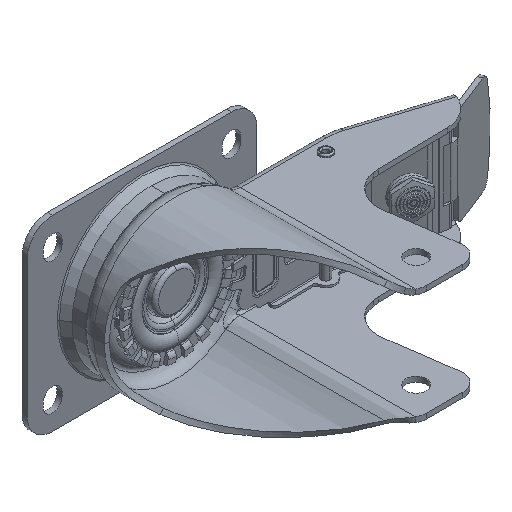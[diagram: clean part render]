
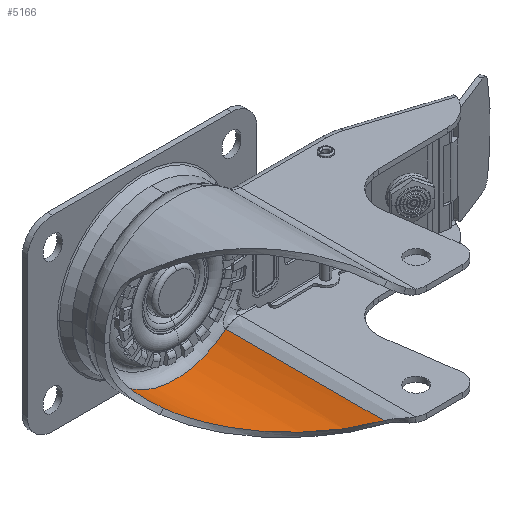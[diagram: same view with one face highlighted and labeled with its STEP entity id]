
A CAD part, isometric view. The second image highlights one B-rep face of the part: STEP entity #5166.
In plain terms, the highlighted cylindrical face has radius 45 mm (diameter 90 mm), a partial arc.
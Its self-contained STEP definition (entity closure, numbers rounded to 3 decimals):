
#372 = CARTESIAN_POINT ( 'NONE',  ( 29.434, -22.6, -34.039 ) ) ;
#1160 = AXIS2_PLACEMENT_3D ( 'NONE', #19569, #26674, #19726 ) ;
#1478 = CARTESIAN_POINT ( 'NONE',  ( -44.874, -28.88, -3.515 ) ) ;
#2082 = B_SPLINE_CURVE_WITH_KNOTS ( 'NONE', 3,
 ( #17336, #15026, #3210, #24307, #24639, #7383, #29291, #22000, #12247, #12701, #3030, #16883, #26323, #26805, #22158 ),
 .UNSPECIFIED., .F., .F.,
 ( 4, 1, 1, 1, 1, 1, 1, 1, 1, 1, 1, 1, 4 ),
 ( 0., 0.083, 0.167, 0.25, 0.333, 0.417, 0.5, 0.583, 0.667, 0.75, 0.833, 0.917, 1. ),
 .UNSPECIFIED. ) ;
#2517 = CARTESIAN_POINT ( 'NONE',  ( 29.431, -22.726, -34.042 ) ) ;
#2660 = B_SPLINE_CURVE_WITH_KNOTS ( 'NONE', 3,
 ( #372, #2517, #4838, #26133 ),
 .UNSPECIFIED., .F., .F.,
 ( 4, 4 ),
 ( 0., 1. ),
 .UNSPECIFIED. ) ;
#2754 = CARTESIAN_POINT ( 'NONE',  ( -45., -28.88, 0. ) ) ;
#2894 = EDGE_CURVE ( 'NONE', #17597, #22989, #2660, .T. ) ;
#3030 = CARTESIAN_POINT ( 'NONE',  ( -18.038, -53.814, -41.284 ) ) ;
#3210 = CARTESIAN_POINT ( 'NONE',  ( 24.154, -107.939, -38.178 ) ) ;
#3474 = VERTEX_POINT ( 'NONE', #23996 ) ;
#3503 = CARTESIAN_POINT ( 'NONE',  ( -44.703, -28.883, -5.263 ) ) ;
#4838 = CARTESIAN_POINT ( 'NONE',  ( 29.429, -22.859, -34.043 ) ) ;
#5166 = ADVANCED_FACE ( 'NONE', ( #29034 ), #27008, .F. ) ;
#5824 = CARTESIAN_POINT ( 'NONE',  ( -44.151, -28.905, -8.764 ) ) ;
#6139 = CARTESIAN_POINT ( 'NONE',  ( -31.898, -37.238, -31.751 ) ) ;
#6336 = CARTESIAN_POINT ( 'NONE',  ( 29.434, -22.6, -34.039 ) ) ;
#7119 = CIRCLE ( 'NONE', #26462, 45. ) ;
#7383 = CARTESIAN_POINT ( 'NONE',  ( 5.077, -81.863, -44.846 ) ) ;
#8151 = CARTESIAN_POINT ( 'NONE',  ( -35.823, -32.391, -27.252 ) ) ;
#8448 = CARTESIAN_POINT ( 'NONE',  ( -32.864, -35.903, -30.751 ) ) ;
#8609 = CARTESIAN_POINT ( 'NONE',  ( -30.914, -38.583, -32.71 ) ) ;
#8822 = VERTEX_POINT ( 'NONE', #19322 ) ;
#9859 = CARTESIAN_POINT ( 'NONE',  ( -27.684, -43.07, -35.477 ) ) ;
#10490 = CARTESIAN_POINT ( 'NONE',  ( -36.871, -31.556, -25.82 ) ) ;
#10784 = ORIENTED_EDGE ( 'NONE', *, *, #25126, .T. ) ;
#11987 = VECTOR ( 'NONE', #30309, 1000. ) ;
#12247 = CARTESIAN_POINT ( 'NONE',  ( -10.335, -62.783, -43.872 ) ) ;
#12701 = CARTESIAN_POINT ( 'NONE',  ( -14.406, -57.999, -42.696 ) ) ;
#15000 = VECTOR ( 'NONE', #17172, 1000. ) ;
#15026 = CARTESIAN_POINT ( 'NONE',  ( 27.746, -113.236, -35.498 ) ) ;
#15278 = EDGE_CURVE ( 'NONE', #17597, #29332, #7119, .T. ) ;
#15333 = CARTESIAN_POINT ( 'NONE',  ( -29.909, -39.966, -33.632 ) ) ;
#15647 = CARTESIAN_POINT ( 'NONE',  ( -33.823, -34.602, -29.694 ) ) ;
#15941 = CARTESIAN_POINT ( 'NONE',  ( -43.746, -28.936, -10.608 ) ) ;
#16206 = LINE ( 'NONE', #30483, #11987 ) ;
#16541 = B_SPLINE_CURVE_WITH_KNOTS ( 'NONE', 3,
 ( #9859, #27142, #17954, #15333, #8609, #6139, #8448, #15647, #29455, #8151, #10490, #19999, #22762, #17666, #18127, #27600, #25225, #25083, #15941, #5824, #20600, #3503, #1478, #20432, #17806, #29602 ),
 .UNSPECIFIED., .F., .F.,
 ( 4, 1, 1, 1, 1, 1, 1, 1, 1, 1, 1, 1, 1, 1, 1, 1, 1, 1, 1, 1, 1, 1, 1, 4 ),
 ( 0., 0.043, 0.087, 0.13, 0.174, 0.217, 0.261, 0.304, 0.348, 0.391, 0.435, 0.478, 0.522, 0.565, 0.609, 0.652, 0.696, 0.739, 0.783, 0.826, 0.87, 0.913, 0.957, 1. ),
 .UNSPECIFIED. ) ;
#16883 = CARTESIAN_POINT ( 'NONE',  ( -21.376, -50.034, -39.655 ) ) ;
#17172 = DIRECTION ( 'NONE',  ( 0., -1., 0. ) ) ;
#17336 = CARTESIAN_POINT ( 'NONE',  ( 29.429, -115.755, -34.043 ) ) ;
#17597 = VERTEX_POINT ( 'NONE', #6336 ) ;
#17639 = ORIENTED_EDGE ( 'NONE', *, *, #21019, .T. ) ;
#17666 = CARTESIAN_POINT ( 'NONE',  ( -39.816, -29.901, -20.998 ) ) ;
#17806 = CARTESIAN_POINT ( 'NONE',  ( -45., -28.88, -0.589 ) ) ;
#17954 = CARTESIAN_POINT ( 'NONE',  ( -28.851, -41.436, -34.544 ) ) ;
#18127 = CARTESIAN_POINT ( 'NONE',  ( -40.72, -29.565, -19.193 ) ) ;
#19322 = CARTESIAN_POINT ( 'NONE',  ( 29.429, -115.755, -34.043 ) ) ;
#19342 = LINE ( 'NONE', #26143, #15000 ) ;
#19569 = CARTESIAN_POINT ( 'NONE',  ( 0., -11.693, 0. ) ) ;
#19726 = DIRECTION ( 'NONE',  ( -1., 0., 0. ) ) ;
#19999 = CARTESIAN_POINT ( 'NONE',  ( -37.906, -30.863, -24.276 ) ) ;
#20432 = CARTESIAN_POINT ( 'NONE',  ( -44.977, -28.88, -1.764 ) ) ;
#20554 = ORIENTED_EDGE ( 'NONE', *, *, #23625, .F. ) ;
#20600 = CARTESIAN_POINT ( 'NONE',  ( -44.463, -28.89, -7.007 ) ) ;
#21019 = EDGE_CURVE ( 'NONE', #29332, #28380, #19342, .T. ) ;
#22000 = CARTESIAN_POINT ( 'NONE',  ( -5.736, -68.312, -44.723 ) ) ;
#22158 = CARTESIAN_POINT ( 'NONE',  ( -27.684, -43.07, -35.477 ) ) ;
#22421 = CARTESIAN_POINT ( 'NONE',  ( 29.429, -23., -34.043 ) ) ;
#22622 = ORIENTED_EDGE ( 'NONE', *, *, #2894, .F. ) ;
#22762 = CARTESIAN_POINT ( 'NONE',  ( -38.896, -30.319, -22.656 ) ) ;
#22989 = VERTEX_POINT ( 'NONE', #22421 ) ;
#23439 = EDGE_LOOP ( 'NONE', ( #30334, #17639, #20554, #26730, #10784, #22622 ) ) ;
#23581 = EDGE_CURVE ( 'NONE', #8822, #3474, #2082, .T. ) ;
#23625 = EDGE_CURVE ( 'NONE', #3474, #28380, #16541, .T. ) ;
#23996 = CARTESIAN_POINT ( 'NONE',  ( -27.684, -43.07, -35.477 ) ) ;
#24170 = DIRECTION ( 'NONE',  ( 0., 1., 0. ) ) ;
#24307 = CARTESIAN_POINT ( 'NONE',  ( 17.883, -99.027, -41.498 ) ) ;
#24639 = CARTESIAN_POINT ( 'NONE',  ( 11.316, -90.063, -43.724 ) ) ;
#25083 = CARTESIAN_POINT ( 'NONE',  ( -43.221, -28.994, -12.592 ) ) ;
#25126 = EDGE_CURVE ( 'NONE', #8822, #22989, #16206, .T. ) ;
#25225 = CARTESIAN_POINT ( 'NONE',  ( -42.515, -29.103, -14.816 ) ) ;
#26133 = CARTESIAN_POINT ( 'NONE',  ( 29.429, -23., -34.043 ) ) ;
#26143 = CARTESIAN_POINT ( 'NONE',  ( -45., -11.693, 0. ) ) ;
#26323 = CARTESIAN_POINT ( 'NONE',  ( -24.545, -46.504, -37.779 ) ) ;
#26335 = CARTESIAN_POINT ( 'NONE',  ( 0., -22.6, 0. ) ) ;
#26462 = AXIS2_PLACEMENT_3D ( 'NONE', #26335, #24170, #28559 ) ;
#26674 = DIRECTION ( 'NONE',  ( 0., -1., 0. ) ) ;
#26730 = ORIENTED_EDGE ( 'NONE', *, *, #23581, .F. ) ;
#26805 = CARTESIAN_POINT ( 'NONE',  ( -26.649, -44.196, -36.285 ) ) ;
#27008 = CYLINDRICAL_SURFACE ( 'NONE', #1160, 45. ) ;
#27142 = CARTESIAN_POINT ( 'NONE',  ( -28.082, -42.511, -35.166 ) ) ;
#27600 = CARTESIAN_POINT ( 'NONE',  ( -41.64, -29.294, -17.119 ) ) ;
#28380 = VERTEX_POINT ( 'NONE', #2754 ) ;
#28559 = DIRECTION ( 'NONE',  ( 0.654, 0., -0.756 ) ) ;
#29034 = FACE_OUTER_BOUND ( 'NONE', #23439, .T. ) ;
#29291 = CARTESIAN_POINT ( 'NONE',  ( -0.6, -74.649, -45.103 ) ) ;
#29332 = VERTEX_POINT ( 'NONE', #29752 ) ;
#29455 = CARTESIAN_POINT ( 'NONE',  ( -34.798, -33.4, -28.547 ) ) ;
#29602 = CARTESIAN_POINT ( 'NONE',  ( -45., -28.88, 0. ) ) ;
#29752 = CARTESIAN_POINT ( 'NONE',  ( -45., -22.6, 0. ) ) ;
#30309 = DIRECTION ( 'NONE',  ( 0., 1., 0. ) ) ;
#30334 = ORIENTED_EDGE ( 'NONE', *, *, #15278, .T. ) ;
#30483 = CARTESIAN_POINT ( 'NONE',  ( 29.429, -115.755, -34.043 ) ) ;
